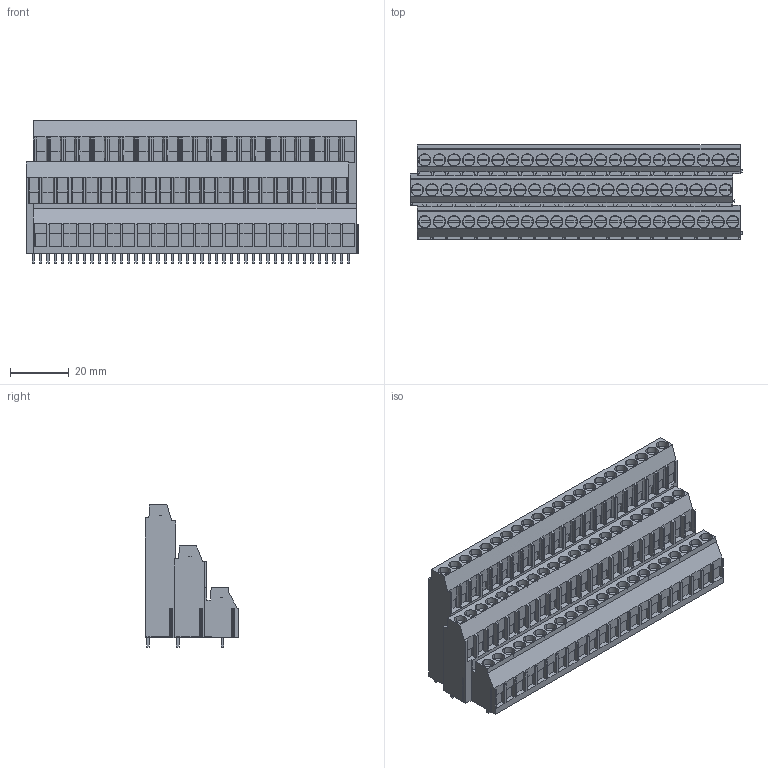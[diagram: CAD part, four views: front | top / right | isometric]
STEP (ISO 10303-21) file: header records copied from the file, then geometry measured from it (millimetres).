
FILE_DESCRIPTION(('CATIA V5 STEP','CAx-IF Rec.Pracs.--- Model Styling and Organization---1.4--- 2014-01-23'),'2;1');
FILE_NAME ('D1461023_1', '2024-03-19T08:33:01+00:00', ('none'), ('Weidmueller'), 'CATIA Version 5-6 Release 2016 SP3 HF44', 'CATIA V5 STEP AP214', 'none');
FILE_SCHEMA(('AUTOMOTIVE_DESIGN { 1 0 10303 214 1 1 1 1 }'));
Length unit declared in the file: millimetre
Products named in the file (1): 1979030000
Bounding box: 113.15 x 32 x 48.47 mm (x, y, z)
Volume: 95776.9 mm3; surface area: 29612.5 mm2
Topology: 133 solids, 133 shells, 1845 faces, 4707 edges, 3195 vertices
Faces by surface type: plane 1497, cylinder 305, extrusion 43
Entity records: 50849 total; most frequent: CARTESIAN_POINT 11189, ORIENTED_EDGE 9414, DIRECTION 5722, EDGE_CURVE 4707, VECTOR 3591, LINE 3548, VERTEX_POINT 3195, EDGE_LOOP 1912
